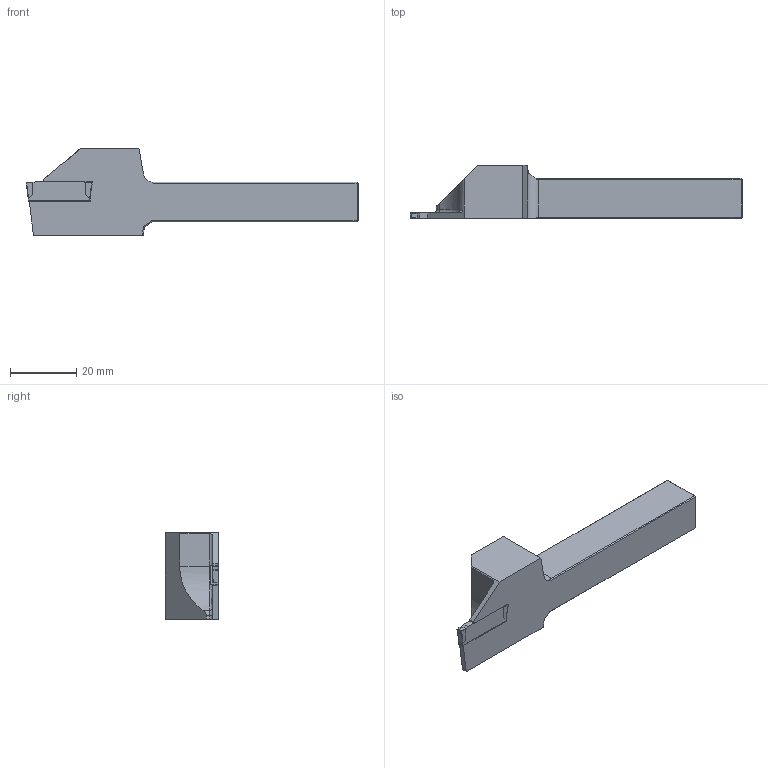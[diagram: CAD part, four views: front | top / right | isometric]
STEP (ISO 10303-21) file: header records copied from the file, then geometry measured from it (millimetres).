
FILE_DESCRIPTION(/* description */ (''),/* implementation_level */ '2;1');
FILE_NAME(/* name */ 'ADKT-I-R-1212-2-T15.stp',/* time_stamp */ '2023-10-18T12:56:46+03:00',/* author */ (''),/* organization */ (''),/* preprocessor_version */ 'ST-DEVELOPER v19.4',/* originating_system */ 'SIEMENS PLM Software NX2306.3001',/* authorisation */ '');
FILE_SCHEMA (('AUTOMOTIVE_DESIGN { 1 0 10303 214 3 1 1 1 }'));
Length unit declared in the file: millimetre
Products named in the file (1): ADKT-I-R-1212-2-T15
Bounding box: 99.98 x 16.19 x 26 mm (x, y, z)
Volume: 17941.3 mm3; surface area: 6189.9 mm2
Topology: 2 solids, 2 shells, 100 faces, 263 edges, 167 vertices
Faces by surface type: plane 76, cylinder 22, torus 2
Entity records: 3078 total; most frequent: CARTESIAN_POINT 555, ORIENTED_EDGE 526, DIRECTION 508, EDGE_CURVE 263, LINE 210, VECTOR 210, VERTEX_POINT 167, AXIS2_PLACEMENT_3D 149
